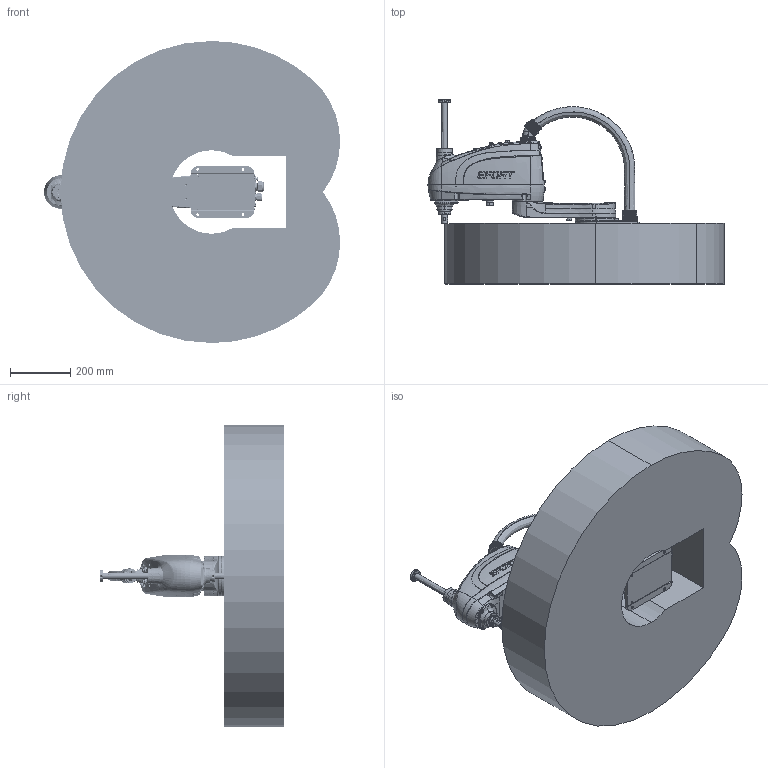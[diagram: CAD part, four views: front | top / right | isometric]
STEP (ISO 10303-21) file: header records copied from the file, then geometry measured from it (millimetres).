
FILE_DESCRIPTION (( 'STEP AP214' ), '1' );
FILE_NAME ('ESR6-500Z20 机器人数模V1.0.STEP', '2024-04-17T05:18:32', ( '' ), ( '' ), 'SwSTEP 2.0', 'SolidWorks 2021', '' );
FILE_SCHEMA (( 'AUTOMOTIVE_DESIGN' ));
Length unit declared in the file: millimetre
Products named in the file (8): ESR6-500Z20 xiaobi^ESR6-500Z20 机器人数模V1.0; ESR6-500Z20 机器人数模V1.0; ESR6-500Z20 dizuo^ESR6-500Z20 机器人数模V1.0; ESR6-500Z20 guanxianbao^ESR6-500Z20 机器人数模V1.0; ESR6-500Z20 xianlan^ESR6-500Z20 机器人数模V1.0; ESR6-500Z20 huajianzhou^ESR6-500Z20 机器人数模V1.0; ESR6-500Z20 yundongfanwei^ESR6-500Z20 机器人数模V1.0; ESR6-500Z20 dabi^ESR6-500Z20 机器人数模V1.0
Assembly tree (7 placements, depth 2):
  ESR6-500Z20 机器人数模V1.0
    ESR6-500Z20 dizuo^ESR6-500Z20 机器人数模V1.0
    ESR6-500Z20 yundongfanwei^ESR6-500Z20 机器人数模V1.0
    ESR6-500Z20 xiaobi^ESR6-500Z20 机器人数模V1.0
    ESR6-500Z20 xianlan^ESR6-500Z20 机器人数模V1.0
    ESR6-500Z20 huajianzhou^ESR6-500Z20 机器人数模V1.0
    ESR6-500Z20 guanxianbao^ESR6-500Z20 机器人数模V1.0
    ESR6-500Z20 dabi^ESR6-500Z20 机器人数模V1.0
Bounding box: 980.54 x 610 x 1000 mm (x, y, z)
Volume: 141532490.6 mm3; surface area: 3209269.3 mm2
Topology: 18 solids, 19 shells, 4254 faces, 10917 edges, 6883 vertices
Faces by surface type: plane 1445, cylinder 1124, bspline 691, cone 572, torus 363, sphere 59
Entity records: 307524 total; most frequent: CARTESIAN_POINT 210666, ORIENTED_EDGE 21696, DIRECTION 17850, EDGE_CURVE 10848, VERTEX_POINT 6881, AXIS2_PLACEMENT_3D 6861, EDGE_LOOP 4561, FACE_OUTER_BOUND 4252
